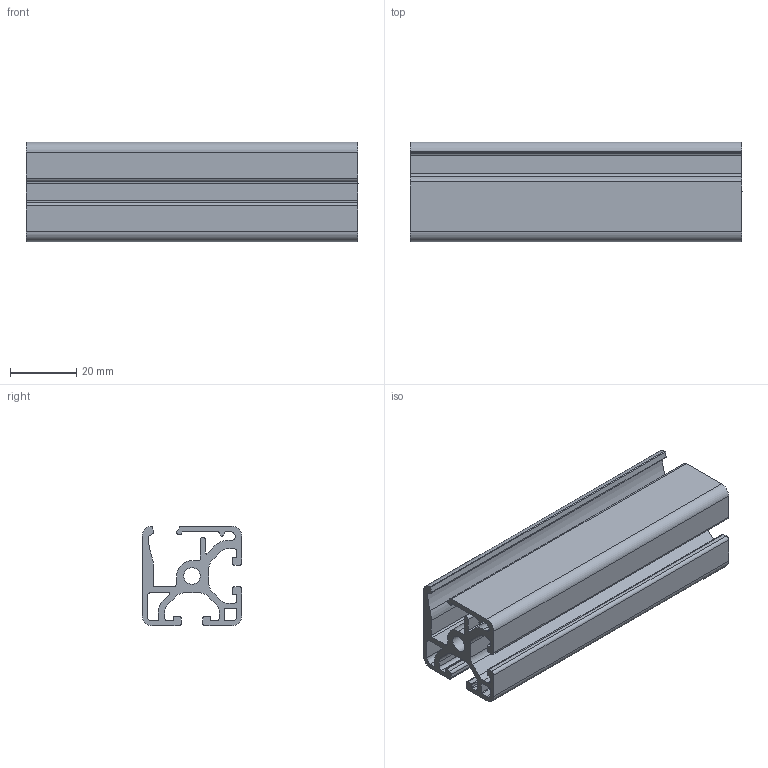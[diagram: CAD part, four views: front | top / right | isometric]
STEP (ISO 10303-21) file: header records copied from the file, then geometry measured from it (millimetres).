
FILE_DESCRIPTION(('STEP AP203'),'1');
FILE_NAME('SAFE06E4515.stp','2023-10-10T08:09:54',(' '),(' '),'Spatial InterOp 3D',' ',' ');
FILE_SCHEMA(('CONFIG_CONTROL_DESIGN'));
Length unit declared in the file: millimetre
Products named in the file (1): Profilé d'encadrement 6 30x30 E
Bounding box: 100 x 30 x 30 mm (x, y, z)
Volume: 34516.5 mm3; surface area: 32926.6 mm2
Topology: 1 solids, 1 shells, 125 faces, 370 edges, 247 vertices
Faces by surface type: cylinder 64, plane 61
Full cylindrical faces by diameter (mm): 5 x1
Entity records: 4340 total; most frequent: DIRECTION 748, CARTESIAN_POINT 740, ORIENTED_EDGE 736, EDGE_CURVE 368, AXIS2_PLACEMENT_3D 254, VERTEX_POINT 246, LINE 240, VECTOR 240
